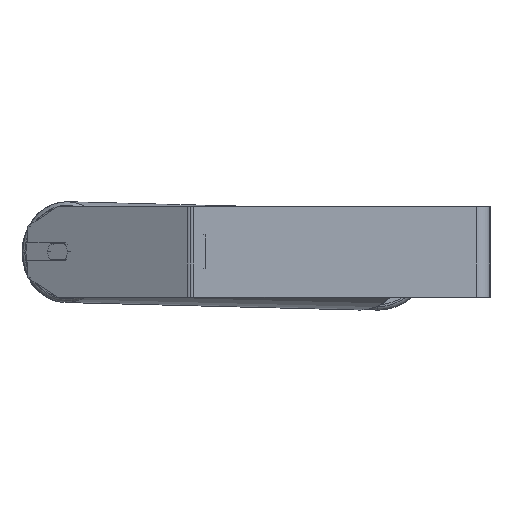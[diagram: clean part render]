
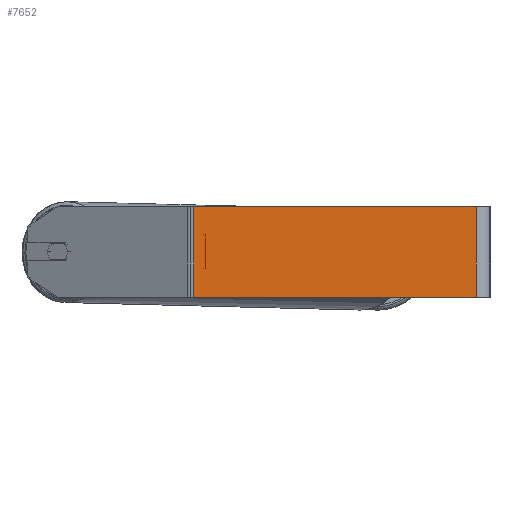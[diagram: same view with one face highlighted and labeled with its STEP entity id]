
A CAD part, left-side view. The second image highlights one B-rep face of the part: STEP entity #7652.
In plain terms, the highlighted planar face has unit normal (-1, 0, 0).
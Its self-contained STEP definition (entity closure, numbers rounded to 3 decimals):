
#650 = CARTESIAN_POINT ( 'NONE',  ( -840., 264.516, -40. ) ) ;
#674 = VECTOR ( 'NONE', #8652, 1000. ) ;
#1615 = VERTEX_POINT ( 'NONE', #1943 ) ;
#1618 = VECTOR ( 'NONE', #4927, 1000. ) ;
#1635 = AXIS2_PLACEMENT_3D ( 'NONE', #5936, #3387, #2691 ) ;
#1820 = CARTESIAN_POINT ( 'NONE',  ( -840., 12., -40. ) ) ;
#1943 = CARTESIAN_POINT ( 'NONE',  ( -840., 261.3, 40. ) ) ;
#2063 = EDGE_CURVE ( 'NONE', #1615, #2739, #4505, .T. ) ;
#2203 = LINE ( 'NONE', #6291, #1618 ) ;
#2676 = ORIENTED_EDGE ( 'NONE', *, *, #2063, .F. ) ;
#2691 = DIRECTION ( 'NONE',  ( 0., 0., -1. ) ) ;
#2739 = VERTEX_POINT ( 'NONE', #6411 ) ;
#2822 = ORIENTED_EDGE ( 'NONE', *, *, #6050, .F. ) ;
#3387 = DIRECTION ( 'NONE',  ( 1., 0., 0. ) ) ;
#3935 = DIRECTION ( 'NONE',  ( 0., -1., 0. ) ) ;
#3985 = LINE ( 'NONE', #5917, #674 ) ;
#4040 = DIRECTION ( 'NONE',  ( 0., -1., 0. ) ) ;
#4203 = VECTOR ( 'NONE', #4040, 1000. ) ;
#4505 = LINE ( 'NONE', #5778, #4718 ) ;
#4531 = ORIENTED_EDGE ( 'NONE', *, *, #6694, .T. ) ;
#4718 = VECTOR ( 'NONE', #3935, 1000. ) ;
#4927 = DIRECTION ( 'NONE',  ( 0., 0., -1. ) ) ;
#5271 = LINE ( 'NONE', #650, #4203 ) ;
#5496 = CARTESIAN_POINT ( 'NONE',  ( -840., 261.3, -40. ) ) ;
#5619 = VERTEX_POINT ( 'NONE', #1820 ) ;
#5778 = CARTESIAN_POINT ( 'NONE',  ( -840., 264.516, 40. ) ) ;
#5917 = CARTESIAN_POINT ( 'NONE',  ( -840., 261.3, 40. ) ) ;
#5936 = CARTESIAN_POINT ( 'NONE',  ( -840., 264.516, 40. ) ) ;
#6029 = FACE_OUTER_BOUND ( 'NONE', #6569, .T. ) ;
#6050 = EDGE_CURVE ( 'NONE', #2739, #5619, #2203, .T. ) ;
#6291 = CARTESIAN_POINT ( 'NONE',  ( -840., 12., 40. ) ) ;
#6411 = CARTESIAN_POINT ( 'NONE',  ( -840., 12., 40. ) ) ;
#6569 = EDGE_LOOP ( 'NONE', ( #4531, #2822, #2676, #7997 ) ) ;
#6694 = EDGE_CURVE ( 'NONE', #7531, #5619, #5271, .T. ) ;
#7531 = VERTEX_POINT ( 'NONE', #5496 ) ;
#7652 = ADVANCED_FACE ( 'NONE', ( #6029 ), #8726, .F. ) ;
#7997 = ORIENTED_EDGE ( 'NONE', *, *, #8430, .T. ) ;
#8430 = EDGE_CURVE ( 'NONE', #1615, #7531, #3985, .T. ) ;
#8652 = DIRECTION ( 'NONE',  ( 0., 0., -1. ) ) ;
#8726 = PLANE ( 'NONE',  #1635 ) ;
